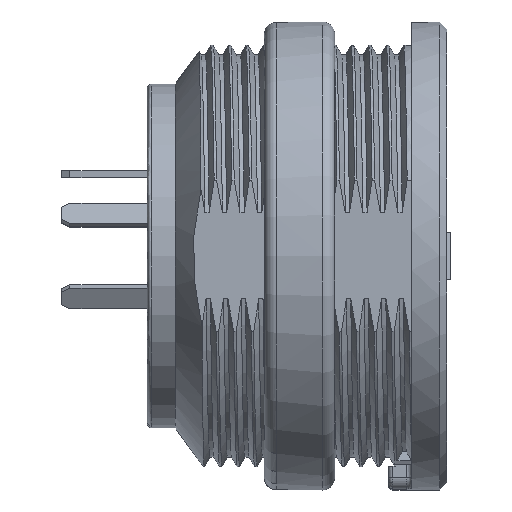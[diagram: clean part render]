
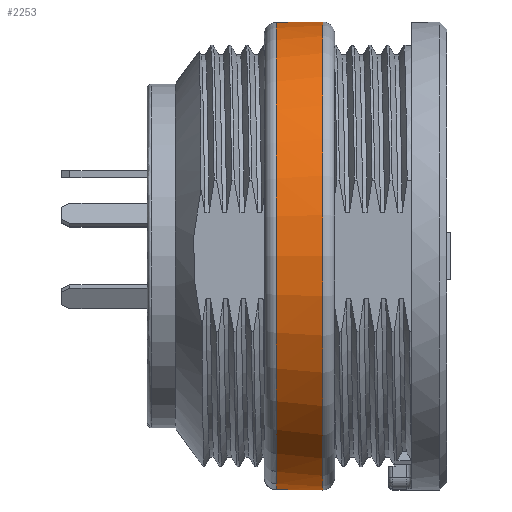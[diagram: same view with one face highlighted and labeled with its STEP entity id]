
A CAD part, top view. The second image highlights one B-rep face of the part: STEP entity #2253.
In plain terms, the highlighted cylindrical face has radius 10 mm (diameter 20 mm), a full revolution.
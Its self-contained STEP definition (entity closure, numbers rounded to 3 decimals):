
#1726=FACE_BOUND('',#3282,.T.);
#1727=FACE_BOUND('',#3283,.T.);
#2253=ADVANCED_FACE('',(#1726,#1727),#2454,.T.);
#2454=CYLINDRICAL_SURFACE('',#9988,10.);
#3282=EDGE_LOOP('',(#5277));
#3283=EDGE_LOOP('',(#5278,#5279,#5280,#5281,#5282,#5283,#5284,#5285));
#3595=CIRCLE('',#9983,10.);
#3596=CIRCLE('',#9984,10.);
#3597=CIRCLE('',#9985,10.);
#3598=CIRCLE('',#9986,10.);
#3599=CIRCLE('',#9987,10.);
#5277=ORIENTED_EDGE('',*,*,#7928,.F.);
#5278=ORIENTED_EDGE('',*,*,#7929,.F.);
#5279=ORIENTED_EDGE('',*,*,#7930,.T.);
#5280=ORIENTED_EDGE('',*,*,#7931,.T.);
#5281=ORIENTED_EDGE('',*,*,#7932,.T.);
#5282=ORIENTED_EDGE('',*,*,#7933,.F.);
#5283=ORIENTED_EDGE('',*,*,#7934,.T.);
#5284=ORIENTED_EDGE('',*,*,#7935,.T.);
#5285=ORIENTED_EDGE('',*,*,#7936,.T.);
#6806=VERTEX_POINT('',#15221);
#6807=VERTEX_POINT('',#15223);
#6808=VERTEX_POINT('',#15224);
#6809=VERTEX_POINT('',#15226);
#6810=VERTEX_POINT('',#15228);
#6811=VERTEX_POINT('',#15230);
#6812=VERTEX_POINT('',#15232);
#6813=VERTEX_POINT('',#15234);
#6814=VERTEX_POINT('',#15236);
#7928=EDGE_CURVE('',#6806,#6806,#3595,.T.);
#7929=EDGE_CURVE('',#6807,#6808,#8881,.T.);
#7930=EDGE_CURVE('',#6807,#6809,#3596,.T.);
#7931=EDGE_CURVE('',#6809,#6810,#8882,.T.);
#7932=EDGE_CURVE('',#6810,#6811,#3597,.T.);
#7933=EDGE_CURVE('',#6812,#6811,#8883,.T.);
#7934=EDGE_CURVE('',#6812,#6813,#3598,.T.);
#7935=EDGE_CURVE('',#6813,#6814,#8884,.T.);
#7936=EDGE_CURVE('',#6814,#6808,#3599,.T.);
#8881=LINE('',#15222,#9527);
#8882=LINE('',#15227,#9528);
#8883=LINE('',#15231,#9529);
#8884=LINE('',#15235,#9530);
#9527=VECTOR('',#11289,1.);
#9528=VECTOR('',#11292,1.);
#9529=VECTOR('',#11295,1.);
#9530=VECTOR('',#11298,1.);
#9983=AXIS2_PLACEMENT_3D('',#15220,#11287,#11288);
#9984=AXIS2_PLACEMENT_3D('',#15225,#11290,#11291);
#9985=AXIS2_PLACEMENT_3D('',#15229,#11293,#11294);
#9986=AXIS2_PLACEMENT_3D('',#15233,#11296,#11297);
#9987=AXIS2_PLACEMENT_3D('',#15237,#11299,#11300);
#9988=AXIS2_PLACEMENT_3D('',#15238,#11301,#11302);
#11287=DIRECTION('',(1.,0.,0.));
#11288=DIRECTION('',(0.,1.,0.));
#11289=DIRECTION('',(-1.,0.,0.));
#11290=DIRECTION('',(1.,0.,0.));
#11291=DIRECTION('',(0.,1.,0.));
#11292=DIRECTION('',(-1.,0.,0.));
#11293=DIRECTION('',(1.,0.,0.));
#11294=DIRECTION('',(0.,1.,0.));
#11295=DIRECTION('',(-1.,0.,0.));
#11296=DIRECTION('',(1.,0.,0.));
#11297=DIRECTION('',(0.,1.,0.));
#11298=DIRECTION('',(-1.,0.,0.));
#11299=DIRECTION('',(1.,0.,0.));
#11300=DIRECTION('',(0.,1.,0.));
#11301=DIRECTION('',(1.,0.,0.));
#11302=DIRECTION('',(0.,1.,0.));
#15220=CARTESIAN_POINT('',(2.859,0.,0.));
#15221=CARTESIAN_POINT('',(2.859,10.,0.));
#15222=CARTESIAN_POINT('',(1.359,9.982,-0.6));
#15223=CARTESIAN_POINT('',(1.359,9.982,-0.6));
#15224=CARTESIAN_POINT('',(0.859,9.982,-0.6));
#15225=CARTESIAN_POINT('',(1.359,0.,0.));
#15226=CARTESIAN_POINT('',(1.359,9.982,0.6));
#15227=CARTESIAN_POINT('',(3.359,9.982,0.6));
#15228=CARTESIAN_POINT('',(0.859,9.982,0.6));
#15229=CARTESIAN_POINT('',(0.859,0.,0.));
#15230=CARTESIAN_POINT('',(0.859,-9.982,0.6));
#15231=CARTESIAN_POINT('',(1.359,-9.982,0.6));
#15232=CARTESIAN_POINT('',(1.359,-9.982,0.6));
#15233=CARTESIAN_POINT('',(1.359,0.,0.));
#15234=CARTESIAN_POINT('',(1.359,-9.982,-0.6));
#15235=CARTESIAN_POINT('',(1.359,-9.982,-0.6));
#15236=CARTESIAN_POINT('',(0.859,-9.982,-0.6));
#15237=CARTESIAN_POINT('',(0.859,0.,0.));
#15238=CARTESIAN_POINT('',(3.359,0.,0.));
